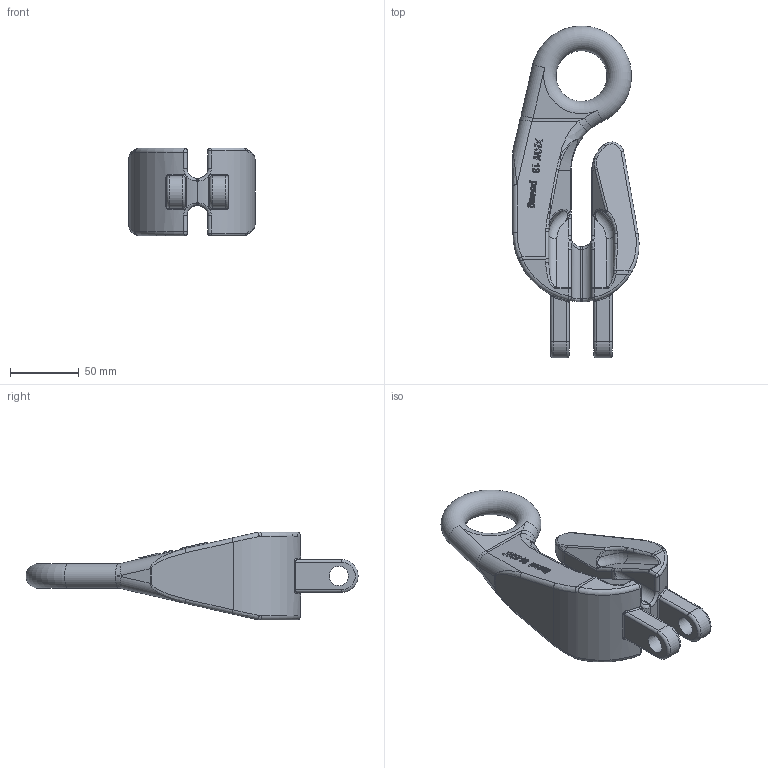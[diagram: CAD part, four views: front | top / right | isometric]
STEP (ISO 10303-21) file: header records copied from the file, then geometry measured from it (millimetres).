
FILE_DESCRIPTION(/* description */ (''),/* implementation_level */ '2;1');
FILE_NAME(/* name */ 'pewag_XKW_13',/* time_stamp */ '2010-02-01T11:24:32+01:00',/* author */ (''),/* organization */ (''),/* preprocessor_version */ 'ST-DEVELOPER v9',/* originating_system */ 'UGS - NX 4.0',/* authorisation */ '');
FILE_SCHEMA (('AUTOMOTIVE_DESIGN { 1 0 10303 214 1 1 1 1 }'));
Length unit declared in the file: millimetre
Products named in the file (1): ritFF9F5flx
Bounding box: 92 x 242 x 64 mm (x, y, z)
Volume: 404719.4 mm3; surface area: 54595.6 mm2
Topology: 1 solids, 1 shells, 447 faces, 1113 edges, 668 vertices
Faces by surface type: plane 128, bspline 93, extrusion 93, cylinder 86, torus 28, sphere 15, cone 4
Full cylindrical faces by diameter (mm): 14 x2
Entity records: 16227 total; most frequent: CARTESIAN_POINT 6552, ORIENTED_EDGE 2186, DIRECTION 1687, EDGE_CURVE 1093, VERTEX_POINT 666, AXIS2_PLACEMENT_3D 597, VECTOR 493, EDGE_LOOP 469
